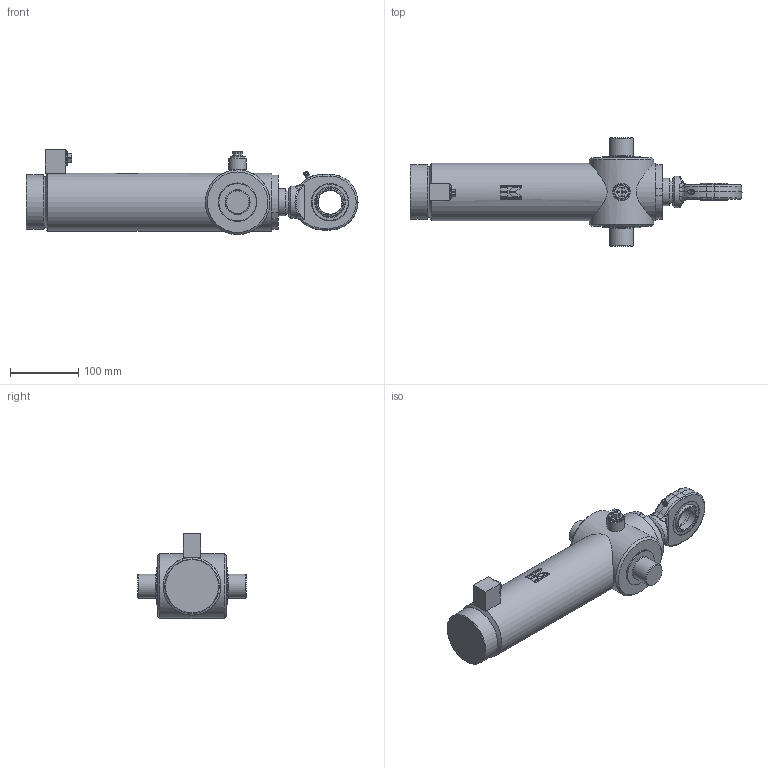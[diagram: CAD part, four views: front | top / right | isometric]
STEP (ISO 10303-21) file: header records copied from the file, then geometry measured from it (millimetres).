
FILE_DESCRIPTION (( 'STEP AP214' ), '1' );
FILE_NAME ('CFGCY0079354-Cylinder.step', '2026-03-10T07:45:01', ( 'Kramp IT' ), ( 'Kramp' ), 'SwSTEP 2.0', 'SolidWorks 2025', '' );
FILE_SCHEMA (( 'AUTOMOTIVE_DESIGN' ));
Length unit declared in the file: millimetre
Products named in the file (21): Rod_Simplified; CFGCY0079354-Cylinder; LSN06E90; TRUNNION; Rod-WA_Simplified; GK35DO-RD; MATE-AID; DS3907004_Simplified; ATT-NONE; LSN06E; GK35DO; SP06M; Tube_Simplified; DS3907013040_Simplified; Tube-WA_Simplified; DS3907001A; Tube-MA_Simplified; DS3907004VM_Simplified; DS3907013040VM_Simplified; DS2908015
Assembly tree (19 placements, depth 4):
  CFGCY0079354-Cylinder
    Tube-WA_Simplified
      Tube-MA_Simplified
        Tube_Simplified
        LSN06E
        TRUNNION
      LSN06E90
      DS3907001A
        DS3907001A
    Rod-WA_Simplified
      Rod_Simplified
      GK35DO-RD
        GK35DO
    DS3907013040VM_Simplified
      DS3907013040_Simplified
    DS3907004VM_Simplified
      DS3907004_Simplified
    DS2908015
    SP06M  x2
  MATE-AID
  ATT-NONE
Bounding box: 488 x 160 x 125 mm (x, y, z)
Volume: 1987881.4 mm3; surface area: 384441.2 mm2
Topology: 16 solids, 16 shells, 382 faces, 868 edges, 558 vertices
Faces by surface type: plane 171, cylinder 106, cone 53, bspline 39, torus 13
Full cylindrical faces by diameter (mm): 2.5 x4, 3 x1, 4 x2, 4.917 x1, 5.072 x1, 6 x1, 6.5 x2, 7 x1, 10 x4, 14.95 x2, 16.66 x2, 22 x1, 22.2 x2, 24.5 x1, 26 x1, 34 x3, 35 x4, 40 x2, 47 x1, 54.23 x1, 55 x5, 59 x1, 63 x1, 65 x2, 68.6 x2, 69.6 x2, 70 x2, 74 x1, 80 x1, 85 x2
Entity records: 18566 total; most frequent: CARTESIAN_POINT 9303, DIRECTION 1310, ORIENTED_EDGE 1116, EDGE_CURVE 558, AXIS2_PLACEMENT_3D 546, EDGE_LOOP 506, VERTEX_POINT 416, FACE_OUTER_BOUND 401
